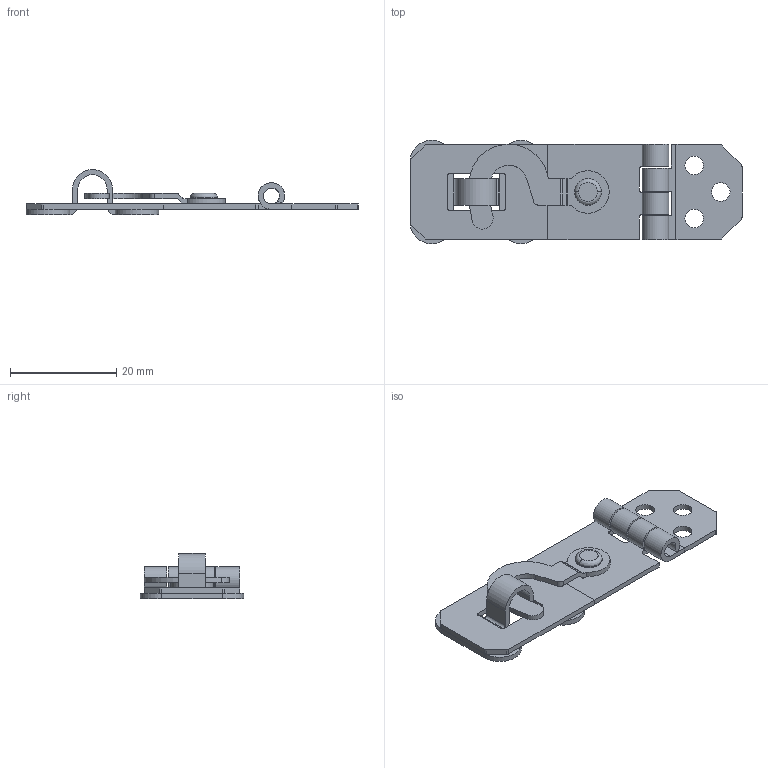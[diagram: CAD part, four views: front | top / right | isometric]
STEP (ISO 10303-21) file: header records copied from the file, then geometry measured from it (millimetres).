
FILE_DESCRIPTION(/* description */ (''),/* implementation_level */ '2;1');
FILE_NAME(/* name */ 'JL304',/* time_stamp */ '2024-10-12T10:50:45+08:00',/* author */ (''),/* organization */ (''),/* preprocessor_version */ 'ST-DEVELOPER v19.2',/* originating_system */ 'Rhino 8.5',/* authorisation */ '');
FILE_SCHEMA (('CONFIG_CONTROL_DESIGN'));
Length unit declared in the file: millimetre
Products named in the file (1): Document
Bounding box: 62.5 x 19.5 x 8.5 mm (x, y, z)
Volume: 1653.8 mm3; surface area: 3963.1 mm2
Topology: 5 solids, 5 shells, 140 faces, 369 edges, 240 vertices
Faces by surface type: plane 72, cylinder 58, bspline 10
Entity records: 4572 total; most frequent: CARTESIAN_POINT 1445, ORIENTED_EDGE 738, DIRECTION 399, EDGE_CURVE 369, AXIS2_PLACEMENT_3D 261, VERTEX_POINT 240, B_SPLINE_CURVE_WITH_KNOTS 169, EDGE_LOOP 161
